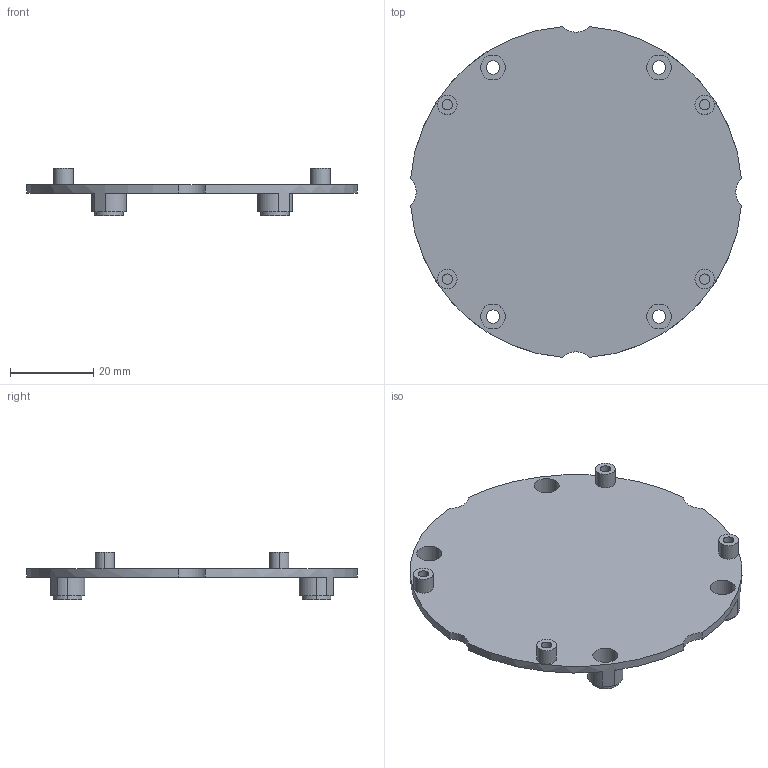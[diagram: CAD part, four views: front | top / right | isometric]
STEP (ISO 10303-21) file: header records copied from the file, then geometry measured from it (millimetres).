
FILE_DESCRIPTION (( 'STEP AP214' ), '1' );
FILE_NAME ('PCB bracket.STEP', '2019-03-18T15:51:28', ( '' ), ( '' ), 'SwSTEP 2.0', 'SolidWorks 2017', '' );
FILE_SCHEMA (( 'AUTOMOTIVE_DESIGN' ));
Length unit declared in the file: millimetre
Products named in the file (1): PCB bracket
Bounding box: 79.74 x 79.74 x 11.5 mm (x, y, z)
Volume: 10598.6 mm3; surface area: 11866.1 mm2
Topology: 1 solids, 1 shells, 103 faces, 235 edges, 154 vertices
Faces by surface type: cylinder 69, plane 26, cone 8
Entity records: 3029 total; most frequent: DIRECTION 597, CARTESIAN_POINT 493, ORIENTED_EDGE 470, AXIS2_PLACEMENT_3D 258, EDGE_CURVE 235, CIRCLE 154, VERTEX_POINT 154, EDGE_LOOP 131
